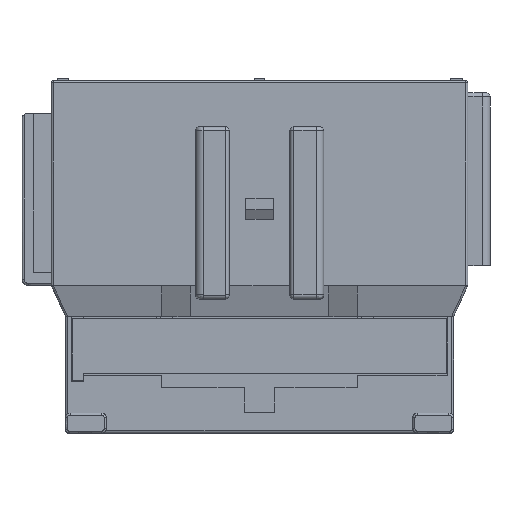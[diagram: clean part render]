
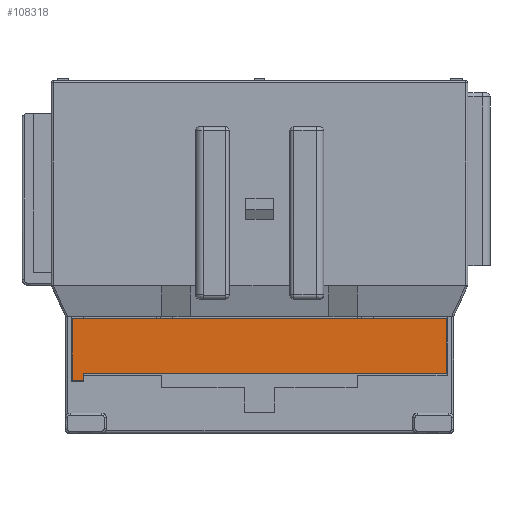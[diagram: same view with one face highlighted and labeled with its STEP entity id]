
A CAD part, front view. The second image highlights one B-rep face of the part: STEP entity #108318.
In plain terms, the highlighted planar face has unit normal (0, -1, 0).
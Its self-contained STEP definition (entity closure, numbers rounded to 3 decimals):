
#98156=CARTESIAN_POINT('',(18.5,-5.15,-8.675));
#98157=VERTEX_POINT('',#98156);
#98167=CARTESIAN_POINT('',(18.5,-5.15,-14.125));
#98168=VERTEX_POINT('',#98167);
#98169=CARTESIAN_POINT('',(18.5,-5.15,-8.675));
#98170=CARTESIAN_POINT('',(18.5,-5.15,-9.765));
#98171=CARTESIAN_POINT('',(18.5,-5.15,-10.855));
#98172=CARTESIAN_POINT('',(18.5,-5.15,-11.945));
#98173=CARTESIAN_POINT('',(18.5,-5.15,-13.035));
#98174=CARTESIAN_POINT('',(18.5,-5.15,-14.125));
#98175=B_SPLINE_CURVE_WITH_KNOTS('',5,(#98169,#98170,#98171,#98172,#98173,#98174),.UNSPECIFIED.,.F.,.U.,(6,6),(0.,5.45),.UNSPECIFIED.);
#98176=EDGE_CURVE('',#98157,#98168,#98175,.T.);
#98707=CARTESIAN_POINT('',(-17.4,-5.15,-14.125));
#98708=VERTEX_POINT('',#98707);
#98718=CARTESIAN_POINT('',(-17.4,-5.15,-14.775));
#98719=VERTEX_POINT('',#98718);
#98720=CARTESIAN_POINT('',(-17.4,-5.15,-14.125));
#98721=CARTESIAN_POINT('',(-17.4,-5.15,-14.255));
#98722=CARTESIAN_POINT('',(-17.4,-5.15,-14.385));
#98723=CARTESIAN_POINT('',(-17.4,-5.15,-14.515));
#98724=CARTESIAN_POINT('',(-17.4,-5.15,-14.645));
#98725=CARTESIAN_POINT('',(-17.4,-5.15,-14.775));
#98726=B_SPLINE_CURVE_WITH_KNOTS('',5,(#98720,#98721,#98722,#98723,#98724,#98725),.UNSPECIFIED.,.F.,.U.,(6,6),(0.,0.65),.UNSPECIFIED.);
#98727=EDGE_CURVE('',#98708,#98719,#98726,.T.);
#98893=CARTESIAN_POINT('',(-18.5,-5.15,-14.775));
#98894=VERTEX_POINT('',#98893);
#98904=CARTESIAN_POINT('',(-18.5,-5.15,-8.675));
#98905=VERTEX_POINT('',#98904);
#98906=CARTESIAN_POINT('',(-18.5,-5.15,-14.775));
#98907=CARTESIAN_POINT('',(-18.5,-5.15,-13.555));
#98908=CARTESIAN_POINT('',(-18.5,-5.15,-12.335));
#98909=CARTESIAN_POINT('',(-18.5,-5.15,-11.115));
#98910=CARTESIAN_POINT('',(-18.5,-5.15,-9.895));
#98911=CARTESIAN_POINT('',(-18.5,-5.15,-8.675));
#98912=B_SPLINE_CURVE_WITH_KNOTS('',5,(#98906,#98907,#98908,#98909,#98910,#98911),.UNSPECIFIED.,.F.,.U.,(6,6),(0.,6.1),.UNSPECIFIED.);
#98913=EDGE_CURVE('',#98894,#98905,#98912,.T.);
#108234=CARTESIAN_POINT('',(-18.5,-5.15,-8.675));
#108235=CARTESIAN_POINT('',(-11.1,-5.15,-8.675));
#108236=CARTESIAN_POINT('',(-3.7,-5.15,-8.675));
#108237=CARTESIAN_POINT('',(3.7,-5.15,-8.675));
#108238=CARTESIAN_POINT('',(11.1,-5.15,-8.675));
#108239=CARTESIAN_POINT('',(18.5,-5.15,-8.675));
#108240=B_SPLINE_CURVE_WITH_KNOTS('',5,(#108234,#108235,#108236,#108237,#108238,#108239),.UNSPECIFIED.,.F.,.U.,(6,6),(0.,37.),.UNSPECIFIED.);
#108241=EDGE_CURVE('',#98905,#98157,#108240,.T.);
#108289=CARTESIAN_POINT('',(0.,-5.15,-11.725));
#108290=DIRECTION('',(-1.,0.,0.));
#108291=DIRECTION('',(-0.,-1.,-0.));
#108292=AXIS2_PLACEMENT_3D('',#108289,#108291,#108290);
#108293=PLANE('',#108292);
#108294=CARTESIAN_POINT('',(-17.4,-5.15,-14.125));
#108295=CARTESIAN_POINT('',(-10.22,-5.15,-14.125));
#108296=CARTESIAN_POINT('',(-3.04,-5.15,-14.125));
#108297=CARTESIAN_POINT('',(4.14,-5.15,-14.125));
#108298=CARTESIAN_POINT('',(11.32,-5.15,-14.125));
#108299=CARTESIAN_POINT('',(18.5,-5.15,-14.125));
#108300=B_SPLINE_CURVE_WITH_KNOTS('',5,(#108294,#108295,#108296,#108297,#108298,#108299),.UNSPECIFIED.,.F.,.U.,(6,6),(0.,35.9),.UNSPECIFIED.);
#108301=EDGE_CURVE('',#98708,#98168,#108300,.T.);
#108302=ORIENTED_EDGE('',*,*,#108301,.T.);
#108303=ORIENTED_EDGE('',*,*,#98176,.F.);
#108304=ORIENTED_EDGE('',*,*,#108241,.F.);
#108305=ORIENTED_EDGE('',*,*,#98913,.F.);
#108306=CARTESIAN_POINT('',(-18.5,-5.15,-14.775));
#108307=CARTESIAN_POINT('',(-18.28,-5.15,-14.775));
#108308=CARTESIAN_POINT('',(-18.06,-5.15,-14.775));
#108309=CARTESIAN_POINT('',(-17.84,-5.15,-14.775));
#108310=CARTESIAN_POINT('',(-17.62,-5.15,-14.775));
#108311=CARTESIAN_POINT('',(-17.4,-5.15,-14.775));
#108312=B_SPLINE_CURVE_WITH_KNOTS('',5,(#108306,#108307,#108308,#108309,#108310,#108311),.UNSPECIFIED.,.F.,.U.,(6,6),(0.,1.1),.UNSPECIFIED.);
#108313=EDGE_CURVE('',#98894,#98719,#108312,.T.);
#108314=ORIENTED_EDGE('',*,*,#108313,.T.);
#108315=ORIENTED_EDGE('',*,*,#98727,.F.);
#108316=EDGE_LOOP('',(#108302,#108303,#108304,#108305,#108314,#108315));
#108317=FACE_OUTER_BOUND('',#108316,.T.);
#108318=ADVANCED_FACE('',(#108317),#108293,.T.);
